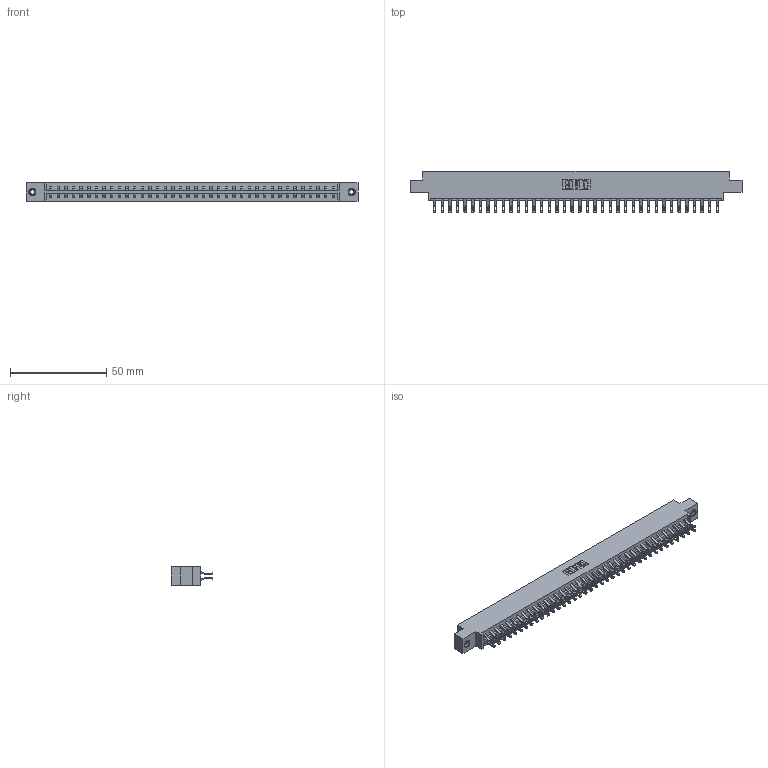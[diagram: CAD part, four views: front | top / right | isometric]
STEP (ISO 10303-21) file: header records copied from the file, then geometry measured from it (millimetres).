
FILE_DESCRIPTION (( 'STEP AP203' ), '1' );
FILE_NAME ('333-076-555-808.STEP', '2018-08-04T23:23:02', ( '' ), ( '' ), 'SwSTEP 2.0', 'SolidWorks 2016', '' );
FILE_SCHEMA (( 'CONFIG_CONTROL_DESIGN' ));
Length unit declared in the file: inch
Products named in the file (4): 333 Part_Offset - .156 Dia - TI; 345-292-001_555 Tail; 345-250-001_345-250-003-102; 333-076-555-808
Assembly tree (79 placements, depth 2):
  333-076-555-808
    333 Part_Offset - .156 Dia - TI
    345-292-001_555 Tail  x76
    345-250-001_345-250-003-102  x2
Bounding box: 172.11 x 21.47 x 9.4 mm (x, y, z)
Volume: 17520.2 mm3; surface area: 21737.3 mm2
Topology: 79 solids, 79 shells, 4586 faces, 14367 edges, 9570 vertices
Faces by surface type: plane 2690, cylinder 1880, cone 12, torus 4
Entity records: 26608 total; most frequent: CARTESIAN_POINT 4435, ORIENTED_EDGE 4334, DIRECTION 3797, EDGE_CURVE 2167, VECTOR 1999, LINE 1999, VERTEX_POINT 1440, AXIS2_PLACEMENT_3D 899
